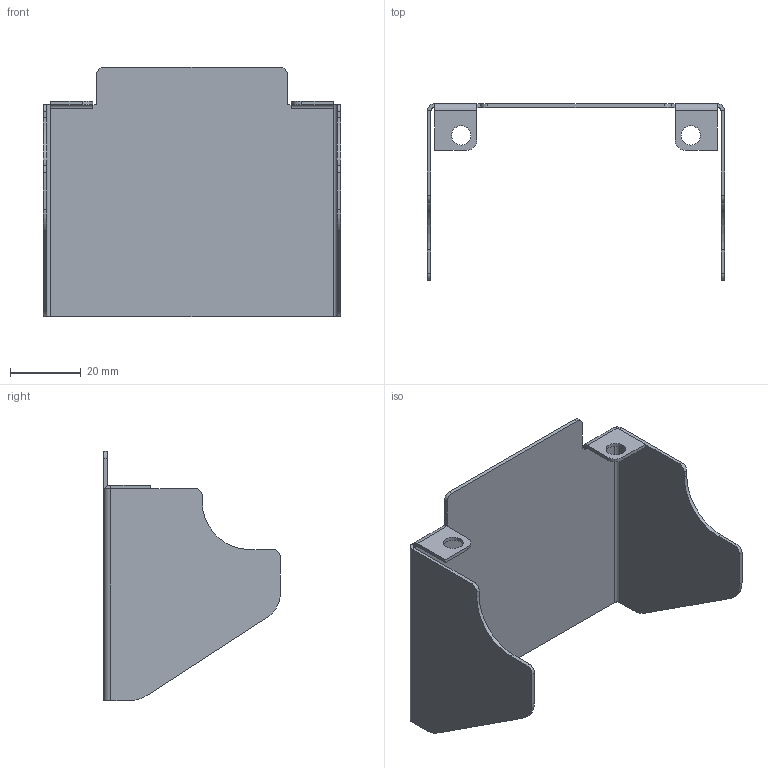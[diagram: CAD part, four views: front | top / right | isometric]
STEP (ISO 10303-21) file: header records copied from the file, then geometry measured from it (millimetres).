
FILE_DESCRIPTION((''),'2;1');
FILE_NAME('166456_ASM','2013-07-08T',('pdmadmin'),(''),'PRO/ENGINEER BY PARAMETRIC TECHNOLOGY CORPORATION, 2012300','PRO/ENGINEER BY PARAMETRIC TECHNOLOGY CORPORATION, 2012300','');
FILE_SCHEMA(('CONFIG_CONTROL_DESIGN'));
Length unit declared in the file: millimetre
Products named in the file (2): 171664; 166456_ASM
Assembly tree (1 placements, depth 2):
  166456_ASM
    171664
Bounding box: 84.1 x 50 x 70.5 mm (x, y, z)
Volume: 9932.2 mm3; surface area: 20402.4 mm2
Topology: 1 solids, 1 shells, 76 faces, 190 edges, 116 vertices
Faces by surface type: plane 50, cylinder 26
Entity records: 2313 total; most frequent: DIRECTION 408, CARTESIAN_POINT 385, ORIENTED_EDGE 380, EDGE_CURVE 190, AXIS2_PLACEMENT_3D 139, VECTOR 130, LINE 130, VERTEX_POINT 116
